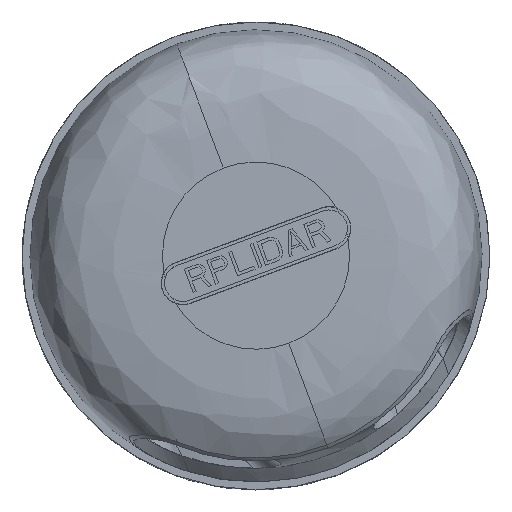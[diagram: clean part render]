
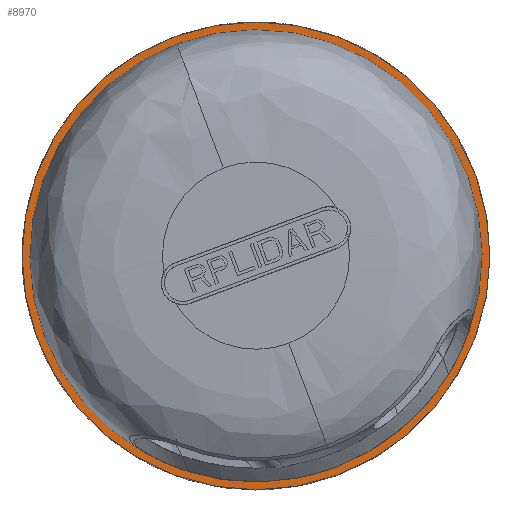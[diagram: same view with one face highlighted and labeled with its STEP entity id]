
A CAD part, top view. The second image highlights one B-rep face of the part: STEP entity #8970.
In plain terms, the highlighted face is planar.
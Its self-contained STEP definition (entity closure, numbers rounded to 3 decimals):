
#163=FACE_BOUND('',#1302,.T.);
#290=PLANE('',#9700);
#774=FACE_OUTER_BOUND('',#1301,.T.);
#1301=EDGE_LOOP('',(#6410));
#1302=EDGE_LOOP('',(#6411));
#3401=CIRCLE('',#9687,33.75);
#3409=CIRCLE('',#9698,37.5);
#3872=VERTEX_POINT('',#13475);
#3884=VERTEX_POINT('',#13721);
#4810=EDGE_CURVE('',#3872,#3872,#3401,.T.);
#4825=EDGE_CURVE('',#3884,#3884,#3409,.T.);
#6410=ORIENTED_EDGE('',*,*,#4825,.T.);
#6411=ORIENTED_EDGE('',*,*,#4810,.F.);
#8970=ADVANCED_FACE('',(#774,#163),#290,.T.);
#9687=AXIS2_PLACEMENT_3D('',#13477,#10988,#10989);
#9698=AXIS2_PLACEMENT_3D('',#13723,#11015,#11016);
#9700=AXIS2_PLACEMENT_3D('',#13725,#11019,#11020);
#10988=DIRECTION('center_axis',(0.,1.,0.));
#10989=DIRECTION('ref_axis',(0.,0.,
1.));
#11015=DIRECTION('center_axis',(0.,1.,0.));
#11016=DIRECTION('ref_axis',(0.,0.,
1.));
#11019=DIRECTION('center_axis',(0.,1.,0.));
#11020=DIRECTION('ref_axis',(0.,0.,1.));
#13475=CARTESIAN_POINT('',(-19.838,5.3,27.304));
#13477=CARTESIAN_POINT('Origin',(0.,5.3,0.));
#13721=CARTESIAN_POINT('',(0.,5.3,37.5));
#13723=CARTESIAN_POINT('Origin',(0.,5.3,0.));
#13725=CARTESIAN_POINT('Origin',(0.,5.3,0.));
